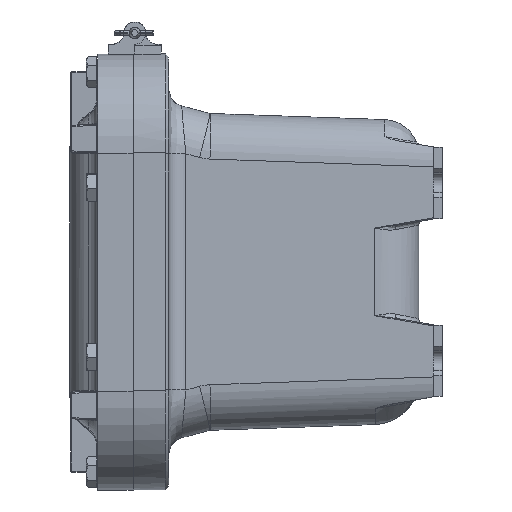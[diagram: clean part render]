
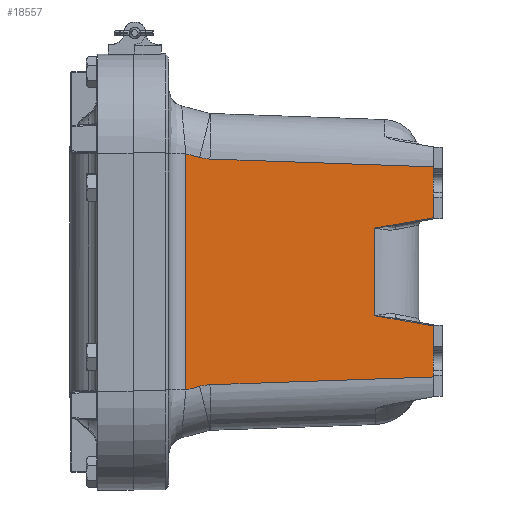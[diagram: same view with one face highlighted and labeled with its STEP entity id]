
A CAD part, left-side view. The second image highlights one B-rep face of the part: STEP entity #18557.
In plain terms, the highlighted planar face has unit normal (-0.999, -0.035, 0).
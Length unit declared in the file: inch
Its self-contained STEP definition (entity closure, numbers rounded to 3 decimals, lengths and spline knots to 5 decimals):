
#495=ELLIPSE('',#20126,1.3133,1.3125);
#496=ELLIPSE('',#20127,1.3133,1.3125);
#1499=LINE('',#30670,#2712);
#1504=LINE('',#30690,#2717);
#1518=LINE('',#30770,#2731);
#1842=LINE('',#34634,#3055);
#1844=LINE('',#34637,#3057);
#1845=LINE('',#34640,#3058);
#1846=LINE('',#34644,#3059);
#1847=LINE('',#34646,#3060);
#1848=LINE('',#34648,#3061);
#1849=LINE('',#34650,#3062);
#2712=VECTOR('',#22089,0.3937);
#2717=VECTOR('',#22106,0.3937);
#2731=VECTOR('',#22154,0.3937);
#3055=VECTOR('',#22876,0.3937);
#3057=VECTOR('',#22880,0.3937);
#3058=VECTOR('',#22883,0.3937);
#3059=VECTOR('',#22886,0.3937);
#3060=VECTOR('',#22887,0.3937);
#3061=VECTOR('',#22888,0.3937);
#3062=VECTOR('',#22891,0.3937);
#4021=PLANE('',#20125);
#4652=FACE_OUTER_BOUND('',#5911,.T.);
#5911=EDGE_LOOP('',(#14079,#14080,#14081,#14082,#14083,#14084,#14085,#14086,
#14087,#14088,#14089,#14090));
#8338=VERTEX_POINT('',#30666);
#8340=VERTEX_POINT('',#30669);
#8345=VERTEX_POINT('',#30680);
#8349=VERTEX_POINT('',#30688);
#8373=VERTEX_POINT('',#30769);
#8426=VERTEX_POINT('',#31224);
#8436=VERTEX_POINT('',#31685);
#8731=VERTEX_POINT('',#34639);
#8732=VERTEX_POINT('',#34641);
#8733=VERTEX_POINT('',#34643);
#8734=VERTEX_POINT('',#34645);
#8735=VERTEX_POINT('',#34647);
#10152=EDGE_CURVE('',#8340,#8338,#1499,.T.);
#10162=EDGE_CURVE('',#8345,#8349,#1504,.T.);
#10192=EDGE_CURVE('',#8340,#8373,#1518,.T.);
#10760=EDGE_CURVE('',#8345,#8436,#1842,.T.);
#10762=EDGE_CURVE('',#8426,#8338,#1844,.T.);
#10763=EDGE_CURVE('',#8731,#8349,#1845,.T.);
#10764=EDGE_CURVE('',#8732,#8731,#495,.T.);
#10765=EDGE_CURVE('',#8733,#8732,#1846,.T.);
#10766=EDGE_CURVE('',#8734,#8733,#1847,.T.);
#10767=EDGE_CURVE('',#8735,#8734,#1848,.T.);
#10768=EDGE_CURVE('',#8373,#8735,#496,.T.);
#10769=EDGE_CURVE('',#8436,#8426,#1849,.T.);
#14079=ORIENTED_EDGE('',*,*,#10162,.T.);
#14080=ORIENTED_EDGE('',*,*,#10763,.F.);
#14081=ORIENTED_EDGE('',*,*,#10764,.F.);
#14082=ORIENTED_EDGE('',*,*,#10765,.F.);
#14083=ORIENTED_EDGE('',*,*,#10766,.F.);
#14084=ORIENTED_EDGE('',*,*,#10767,.F.);
#14085=ORIENTED_EDGE('',*,*,#10768,.F.);
#14086=ORIENTED_EDGE('',*,*,#10192,.F.);
#14087=ORIENTED_EDGE('',*,*,#10152,.T.);
#14088=ORIENTED_EDGE('',*,*,#10762,.F.);
#14089=ORIENTED_EDGE('',*,*,#10769,.F.);
#14090=ORIENTED_EDGE('',*,*,#10760,.F.);
#18557=ADVANCED_FACE('',(#4652),#4021,.F.);
#20125=AXIS2_PLACEMENT_3D('',#34638,#22881,#22882);
#20126=AXIS2_PLACEMENT_3D('',#34642,#22884,#22885);
#20127=AXIS2_PLACEMENT_3D('',#34649,#22889,#22890);
#22089=DIRECTION('',(0.,0.,1.));
#22106=DIRECTION('',(0.,0.,1.));
#22154=DIRECTION('',(-0.035,0.999,-0.035));
#22876=DIRECTION('',(-0.034,0.984,-0.174));
#22880=DIRECTION('',(0.034,-0.984,-0.174));
#22881=DIRECTION('center_axis',(0.999,0.035,0.));
#22882=DIRECTION('ref_axis',(-0.035,0.999,0.));
#22883=DIRECTION('',(0.035,-0.999,-0.035));
#22884=DIRECTION('center_axis',(-0.999,-0.035,0.));
#22885=DIRECTION('ref_axis',(-0.035,0.999,0.));
#22886=DIRECTION('',(0.034,-0.965,-0.259));
#22887=DIRECTION('',(0.,0.,1.));
#22888=DIRECTION('',(-0.034,0.965,-0.259));
#22889=DIRECTION('center_axis',(-0.999,-0.035,0.));
#22890=DIRECTION('ref_axis',(-0.035,0.999,0.));
#22891=DIRECTION('',(0.,0.,-1.));
#30666=CARTESIAN_POINT('',(-11.10824,-8.53375,-1.52096));
#30669=CARTESIAN_POINT('',(-11.10824,-8.53375,-2.95278));
#30670=CARTESIAN_POINT('',(-11.10824,-8.53375,-3.10938));
#30680=CARTESIAN_POINT('',(-11.10824,-8.53375,1.52096));
#30688=CARTESIAN_POINT('',(-11.10824,-8.53375,2.95278));
#30690=CARTESIAN_POINT('',(-11.10824,-8.53375,-3.10938));
#30769=CARTESIAN_POINT('',(-11.32755,-2.25356,-3.17208));
#30770=CARTESIAN_POINT('',(-11.11072,-8.46291,-2.95525));
#31224=CARTESIAN_POINT('',(-11.1657,-6.88846,-1.23085));
#31685=CARTESIAN_POINT('',(-11.1657,-6.88846,1.23085));
#34634=CARTESIAN_POINT('',(-11.13573,-7.74669,1.38218));
#34637=CARTESIAN_POINT('',(-11.09864,-8.8089,-1.56948));
#34638=CARTESIAN_POINT('Origin',(-11.12269,-8.12005,-6.21875));
#34639=CARTESIAN_POINT('',(-11.32755,-2.25356,3.17208));
#34640=CARTESIAN_POINT('',(-11.11908,-8.22342,2.96361));
#34641=CARTESIAN_POINT('',(-11.33782,-1.95966,3.21601));
#34642=CARTESIAN_POINT('Origin',(-11.32595,-2.29936,4.48378));
#34643=CARTESIAN_POINT('',(-11.3512,-1.5763,3.31873));
#34644=CARTESIAN_POINT('',(-11.21071,-5.59967,2.24067));
#34645=CARTESIAN_POINT('',(-11.3512,-1.5763,-3.31873));
#34646=CARTESIAN_POINT('',(-11.3512,-1.5763,-5.375));
#34647=CARTESIAN_POINT('',(-11.33782,-1.95966,-3.21601));
#34648=CARTESIAN_POINT('',(-11.26493,-4.04675,-2.65678));
#34649=CARTESIAN_POINT('Origin',(-11.32595,-2.29936,-4.48378));
#34650=CARTESIAN_POINT('',(-11.1657,-6.88846,-3.10938));
